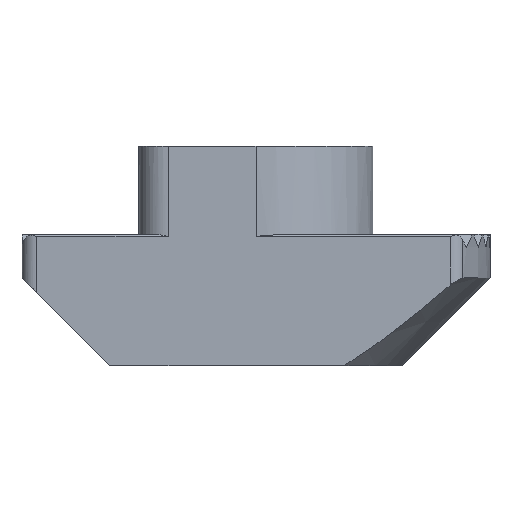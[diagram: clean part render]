
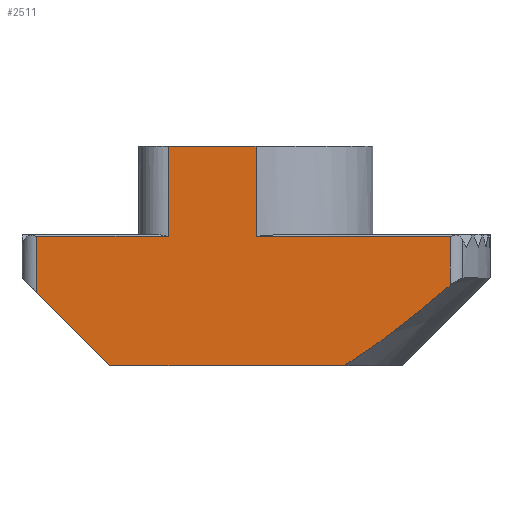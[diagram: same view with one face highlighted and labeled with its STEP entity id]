
A CAD part, left-side view. The second image highlights one B-rep face of the part: STEP entity #2511.
In plain terms, the highlighted planar face has unit normal (-1, 0, 0).
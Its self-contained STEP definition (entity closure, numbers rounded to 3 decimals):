
#4 = AXIS2_PLACEMENT_3D ( 'NONE', #1875, #1439, #1451 ) ;
#7 = DIRECTION ( 'NONE',  ( 0., 0., -1. ) ) ;
#62 = LINE ( 'NONE', #2652, #1822 ) ;
#97 = CARTESIAN_POINT ( 'NONE',  ( -4., 3., 3. ) ) ;
#106 = EDGE_CURVE ( 'NONE', #1023, #1800, #2637, .T. ) ;
#169 = CARTESIAN_POINT ( 'NONE',  ( -4., 0., 3. ) ) ;
#239 = VERTEX_POINT ( 'NONE', #551 ) ;
#304 = B_SPLINE_CURVE_WITH_KNOTS ( 'NONE', 3,
 ( #1647, #2027, #1016, #2243, #1187, #2668 ),
 .UNSPECIFIED., .F., .F.,
 ( 4, 2, 4 ),
 ( 0., 0.002, 0.005 ),
 .UNSPECIFIED. ) ;
#361 = EDGE_CURVE ( 'NONE', #1699, #2416, #1422, .T. ) ;
#507 = VERTEX_POINT ( 'NONE', #1200 ) ;
#527 = CARTESIAN_POINT ( 'NONE',  ( -4., 0., -0.079 ) ) ;
#551 = CARTESIAN_POINT ( 'NONE',  ( -4., 5., -4.5 ) ) ;
#571 = ORIENTED_EDGE ( 'NONE', *, *, #985, .F. ) ;
#595 = VERTEX_POINT ( 'NONE', #1233 ) ;
#615 = VECTOR ( 'NONE', #963, 1000. ) ;
#660 = ORIENTED_EDGE ( 'NONE', *, *, #903, .F. ) ;
#739 = FACE_OUTER_BOUND ( 'NONE', #1718, .T. ) ;
#740 = VECTOR ( 'NONE', #2132, 1000. ) ;
#772 = VECTOR ( 'NONE', #1509, 1000. ) ;
#865 = VECTOR ( 'NONE', #1514, 1000. ) ;
#903 = EDGE_CURVE ( 'NONE', #239, #1699, #62, .T. ) ;
#909 = VERTEX_POINT ( 'NONE', #97 ) ;
#912 = LINE ( 'NONE', #2240, #2510 ) ;
#938 = CARTESIAN_POINT ( 'NONE',  ( -4., 0., 3. ) ) ;
#963 = DIRECTION ( 'NONE',  ( 0., -1., 0. ) ) ;
#965 = ORIENTED_EDGE ( 'NONE', *, *, #1370, .F. ) ;
#982 = ORIENTED_EDGE ( 'NONE', *, *, #1487, .T. ) ;
#985 = EDGE_CURVE ( 'NONE', #2713, #595, #304, .T. ) ;
#1016 = CARTESIAN_POINT ( 'NONE',  ( -4., -5.471, -2.734 ) ) ;
#1023 = VERTEX_POINT ( 'NONE', #169 ) ;
#1055 = CARTESIAN_POINT ( 'NONE',  ( -4., 3., 0. ) ) ;
#1069 = VECTOR ( 'NONE', #2522, 1000. ) ;
#1081 = CARTESIAN_POINT ( 'NONE',  ( -4., 7.5, 0. ) ) ;
#1158 = LINE ( 'NONE', #2540, #615 ) ;
#1187 = CARTESIAN_POINT ( 'NONE',  ( -4., -3.655, -4.107 ) ) ;
#1193 = DIRECTION ( 'NONE',  ( 0., -1., 0. ) ) ;
#1200 = CARTESIAN_POINT ( 'NONE',  ( -4., 3., -0.079 ) ) ;
#1233 = CARTESIAN_POINT ( 'NONE',  ( -4., -3., -4.5 ) ) ;
#1316 = CARTESIAN_POINT ( 'NONE',  ( -4., -6.633, -1.754 ) ) ;
#1370 = EDGE_CURVE ( 'NONE', #2416, #507, #912, .T. ) ;
#1422 = LINE ( 'NONE', #1081, #740 ) ;
#1439 = DIRECTION ( 'NONE',  ( 1., 0., 0. ) ) ;
#1451 = DIRECTION ( 'NONE',  ( 0., 1., 0. ) ) ;
#1487 = EDGE_CURVE ( 'NONE', #239, #595, #1823, .T. ) ;
#1509 = DIRECTION ( 'NONE',  ( 0., 0., -1. ) ) ;
#1512 = EDGE_CURVE ( 'NONE', #1800, #2130, #1158, .T. ) ;
#1513 = LINE ( 'NONE', #1890, #865 ) ;
#1514 = DIRECTION ( 'NONE',  ( 0., -1., 0. ) ) ;
#1553 = ORIENTED_EDGE ( 'NONE', *, *, #106, .F. ) ;
#1585 = DIRECTION ( 'NONE',  ( 0., 0.707, 0.707 ) ) ;
#1633 = EDGE_CURVE ( 'NONE', #2130, #2713, #2749, .T. ) ;
#1647 = CARTESIAN_POINT ( 'NONE',  ( -4., -6.633, -1.754 ) ) ;
#1657 = EDGE_CURVE ( 'NONE', #507, #909, #2547, .T. ) ;
#1699 = VERTEX_POINT ( 'NONE', #2156 ) ;
#1718 = EDGE_LOOP ( 'NONE', ( #2498, #965, #2430, #660, #982, #571, #2028, #2507, #1553, #2278 ) ) ;
#1800 = VERTEX_POINT ( 'NONE', #527 ) ;
#1822 = VECTOR ( 'NONE', #1585, 1000. ) ;
#1823 = LINE ( 'NONE', #2720, #2615 ) ;
#1875 = CARTESIAN_POINT ( 'NONE',  ( -4., -6.928, 0. ) ) ;
#1890 = CARTESIAN_POINT ( 'NONE',  ( -4., 0., 3. ) ) ;
#1947 = VECTOR ( 'NONE', #7, 1000. ) ;
#1950 = CARTESIAN_POINT ( 'NONE',  ( -4., -6.633, -0.079 ) ) ;
#2027 = CARTESIAN_POINT ( 'NONE',  ( -4., -6.056, -2.249 ) ) ;
#2028 = ORIENTED_EDGE ( 'NONE', *, *, #1633, .F. ) ;
#2130 = VERTEX_POINT ( 'NONE', #1950 ) ;
#2132 = DIRECTION ( 'NONE',  ( 0., 0., 1. ) ) ;
#2156 = CARTESIAN_POINT ( 'NONE',  ( -4., 7.5, -2. ) ) ;
#2204 = DIRECTION ( 'NONE',  ( 0., -1., 0. ) ) ;
#2240 = CARTESIAN_POINT ( 'NONE',  ( -4., -6.928, -0.079 ) ) ;
#2243 = CARTESIAN_POINT ( 'NONE',  ( -4., -4.269, -3.662 ) ) ;
#2278 = ORIENTED_EDGE ( 'NONE', *, *, #2562, .F. ) ;
#2280 = PLANE ( 'NONE',  #4 ) ;
#2338 = CARTESIAN_POINT ( 'NONE',  ( -4., -6.633, 0. ) ) ;
#2416 = VERTEX_POINT ( 'NONE', #2447 ) ;
#2430 = ORIENTED_EDGE ( 'NONE', *, *, #361, .F. ) ;
#2447 = CARTESIAN_POINT ( 'NONE',  ( -4., 7.5, -0.079 ) ) ;
#2498 = ORIENTED_EDGE ( 'NONE', *, *, #1657, .F. ) ;
#2507 = ORIENTED_EDGE ( 'NONE', *, *, #1512, .F. ) ;
#2510 = VECTOR ( 'NONE', #2204, 1000. ) ;
#2511 = ADVANCED_FACE ( 'NONE', ( #739 ), #2280, .F. ) ;
#2522 = DIRECTION ( 'NONE',  ( 0., 0., 1. ) ) ;
#2540 = CARTESIAN_POINT ( 'NONE',  ( -4., -6.928, -0.079 ) ) ;
#2547 = LINE ( 'NONE', #1055, #1069 ) ;
#2562 = EDGE_CURVE ( 'NONE', #909, #1023, #1513, .T. ) ;
#2615 = VECTOR ( 'NONE', #1193, 1000. ) ;
#2637 = LINE ( 'NONE', #938, #772 ) ;
#2652 = CARTESIAN_POINT ( 'NONE',  ( -4., 5., -4.5 ) ) ;
#2668 = CARTESIAN_POINT ( 'NONE',  ( -4., -3., -4.5 ) ) ;
#2713 = VERTEX_POINT ( 'NONE', #1316 ) ;
#2720 = CARTESIAN_POINT ( 'NONE',  ( -4., 0., -4.5 ) ) ;
#2749 = LINE ( 'NONE', #2338, #1947 ) ;
